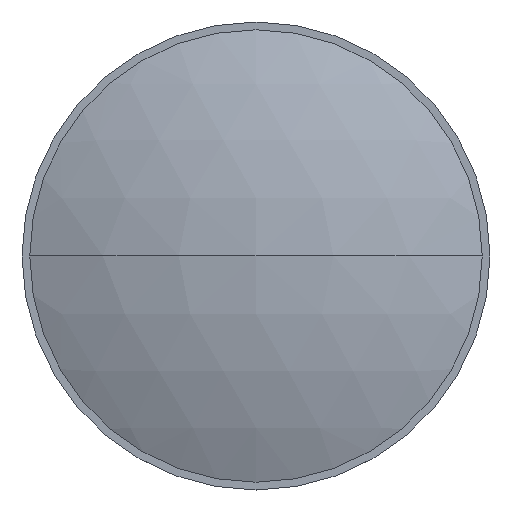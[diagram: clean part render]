
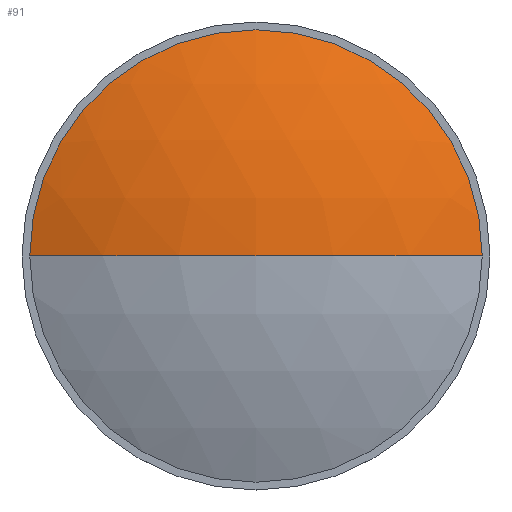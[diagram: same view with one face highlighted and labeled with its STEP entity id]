
A CAD part, top view. The second image highlights one B-rep face of the part: STEP entity #91.
In plain terms, the highlighted spherical face has radius 365.417 mm.
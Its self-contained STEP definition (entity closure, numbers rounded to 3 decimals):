
#5 = VERTEX_POINT ( 'NONE', #9 ) ;
#9 = CARTESIAN_POINT ( 'NONE',  ( 145., 0., 3. ) ) ;
#28 = SPHERICAL_SURFACE ( 'NONE', #222, 365.417 ) ;
#30 = EDGE_CURVE ( 'NONE', #5, #251, #275, .T. ) ;
#39 = DIRECTION ( 'NONE',  ( 0., -1., 0. ) ) ;
#52 = ORIENTED_EDGE ( 'NONE', *, *, #264, .T. ) ;
#56 = CARTESIAN_POINT ( 'NONE',  ( -145., 0., 3. ) ) ;
#72 = CARTESIAN_POINT ( 'NONE',  ( 0., 0., 3. ) ) ;
#74 = DIRECTION ( 'NONE',  ( 0., 0., -1. ) ) ;
#76 = EDGE_LOOP ( 'NONE', ( #167, #52, #276 ) ) ;
#85 = AXIS2_PLACEMENT_3D ( 'NONE', #72, #175, #273 ) ;
#91 = ADVANCED_FACE ( 'NONE', ( #263 ), #28, .T. ) ;
#95 = CARTESIAN_POINT ( 'NONE',  ( 0., 0., -332.417 ) ) ;
#103 = DIRECTION ( 'NONE',  ( 0., 1., 0. ) ) ;
#127 = AXIS2_PLACEMENT_3D ( 'NONE', #190, #103, #166 ) ;
#155 = CIRCLE ( 'NONE', #179, 365.417 ) ;
#156 = CARTESIAN_POINT ( 'NONE',  ( 0., 0., -332.417 ) ) ;
#166 = DIRECTION ( 'NONE',  ( -1., 0., 0. ) ) ;
#167 = ORIENTED_EDGE ( 'NONE', *, *, #30, .T. ) ;
#173 = VERTEX_POINT ( 'NONE', #206 ) ;
#175 = DIRECTION ( 'NONE',  ( 0., 0., 1. ) ) ;
#179 = AXIS2_PLACEMENT_3D ( 'NONE', #95, #39, #74 ) ;
#190 = CARTESIAN_POINT ( 'NONE',  ( 0., 0., -332.417 ) ) ;
#199 = CIRCLE ( 'NONE', #127, 365.417 ) ;
#203 = DIRECTION ( 'NONE',  ( 0., 1., 0. ) ) ;
#206 = CARTESIAN_POINT ( 'NONE',  ( 0., 0., 33. ) ) ;
#214 = EDGE_CURVE ( 'NONE', #5, #173, #155, .T. ) ;
#222 = AXIS2_PLACEMENT_3D ( 'NONE', #156, #203, #254 ) ;
#251 = VERTEX_POINT ( 'NONE', #56 ) ;
#254 = DIRECTION ( 'NONE',  ( 1., 0., 0. ) ) ;
#263 = FACE_OUTER_BOUND ( 'NONE', #76, .T. ) ;
#264 = EDGE_CURVE ( 'NONE', #251, #173, #199, .T. ) ;
#273 = DIRECTION ( 'NONE',  ( -1., 0., 0. ) ) ;
#275 = CIRCLE ( 'NONE', #85, 145. ) ;
#276 = ORIENTED_EDGE ( 'NONE', *, *, #214, .F. ) ;
